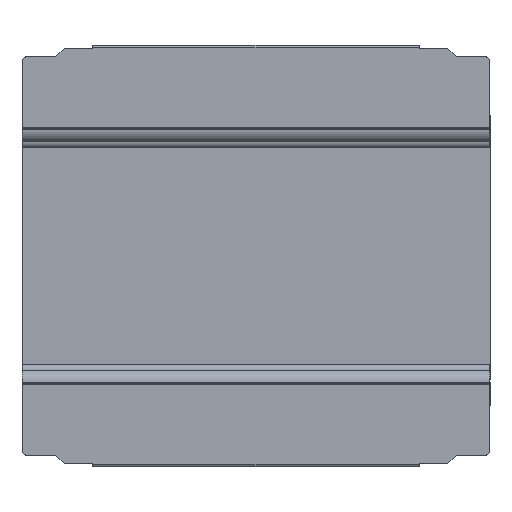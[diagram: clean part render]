
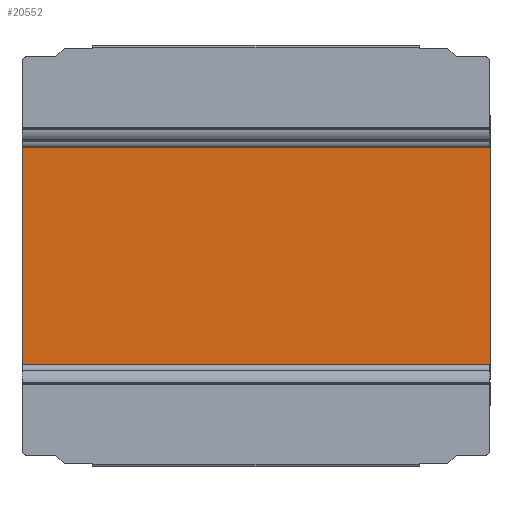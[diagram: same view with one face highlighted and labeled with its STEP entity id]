
A CAD part, front view. The second image highlights one B-rep face of the part: STEP entity #20552.
In plain terms, the highlighted planar face has unit normal (0, -1, 0).
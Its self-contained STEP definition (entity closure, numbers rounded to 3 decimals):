
#6968 = CARTESIAN_POINT ( 'NONE',  ( -27.8, 8.5, -11.75 ) ) ;
#6969 = DIRECTION ( 'NONE',  ( 1., 0., 0. ) ) ;
#7073 = CARTESIAN_POINT ( 'NONE',  ( -72.2, 8.5, 11.75 ) ) ;
#7074 = DIRECTION ( 'NONE',  ( -1., 0., 0. ) ) ;
#9407 = VERTEX_POINT ( 'NONE', #26937 ) ;
#9409 = VERTEX_POINT ( 'NONE', #26939 ) ;
#9511 = VERTEX_POINT ( 'NONE', #27041 ) ;
#9512 = VERTEX_POINT ( 'NONE', #27042 ) ;
#9634 = LINE ( 'NONE', #6968, #9635 ) ;
#9635 = VECTOR ( 'NONE', #6969, 1000. ) ;
#9675 = LINE ( 'NONE', #7073, #9676 ) ;
#9676 = VECTOR ( 'NONE', #7074, 1000. ) ;
#11518 = LINE ( 'NONE', #20292, #11524 ) ;
#11524 = VECTOR ( 'NONE', #20293, 1000. ) ;
#11898 = FACE_OUTER_BOUND ( 'NONE', #18113, .T. ) ;
#13773 = EDGE_CURVE ( 'NONE', #9512, #9511, #15487, .T. ) ;
#14713 = ORIENTED_EDGE ( 'NONE', *, *, #16388, .T. ) ;
#14714 = ORIENTED_EDGE ( 'NONE', *, *, #16883, .T. ) ;
#14715 = ORIENTED_EDGE ( 'NONE', *, *, #13773, .T. ) ;
#14730 = ORIENTED_EDGE ( 'NONE', *, *, #16419, .T. ) ;
#15487 = LINE ( 'NONE', #17361, #15489 ) ;
#15489 = VECTOR ( 'NONE', #17362, 1000. ) ;
#16388 = EDGE_CURVE ( 'NONE', #9409, #9512, #9634, .T. ) ;
#16419 = EDGE_CURVE ( 'NONE', #9511, #9407, #9675, .T. ) ;
#16883 = EDGE_CURVE ( 'NONE', #9407, #9409, #11518, .T. ) ;
#17361 = CARTESIAN_POINT ( 'NONE',  ( -27.8, 8.5, -12. ) ) ;
#17362 = DIRECTION ( 'NONE',  ( 0., 0., 1. ) ) ;
#18113 = EDGE_LOOP ( 'NONE', ( #14714, #14713, #14715, #14730 ) ) ;
#20292 = CARTESIAN_POINT ( 'NONE',  ( -72.2, 8.5, -12. ) ) ;
#20293 = DIRECTION ( 'NONE',  ( 0., 0., -1. ) ) ;
#20552 = ADVANCED_FACE ( 'NONE', ( #11898 ), #29377, .F. ) ;
#23163 = AXIS2_PLACEMENT_3D ( 'NONE', #29380, #29385, #29386 ) ;
#26937 = CARTESIAN_POINT ( 'NONE',  ( -72.2, 8.5, 11.75 ) ) ;
#26939 = CARTESIAN_POINT ( 'NONE',  ( -72.2, 8.5, -11.75 ) ) ;
#27041 = CARTESIAN_POINT ( 'NONE',  ( -27.8, 8.5, 11.75 ) ) ;
#27042 = CARTESIAN_POINT ( 'NONE',  ( -27.8, 8.5, -11.75 ) ) ;
#29377 = PLANE ( 'NONE',  #23163 ) ;
#29380 = CARTESIAN_POINT ( 'NONE',  ( -50.5, 8.5, 0. ) ) ;
#29385 = DIRECTION ( 'NONE',  ( 0., 1., 0. ) ) ;
#29386 = DIRECTION ( 'NONE',  ( 0., 0., 1. ) ) ;
